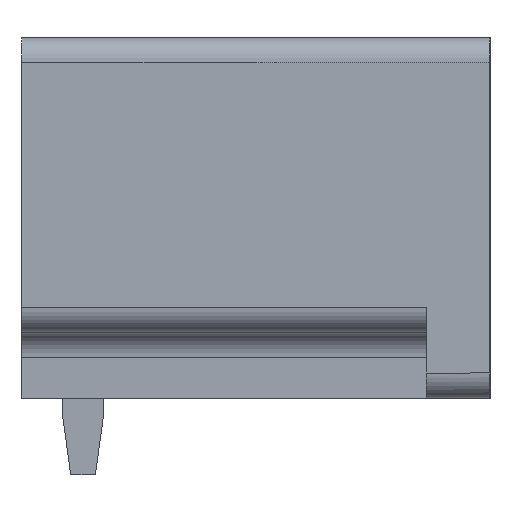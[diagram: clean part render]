
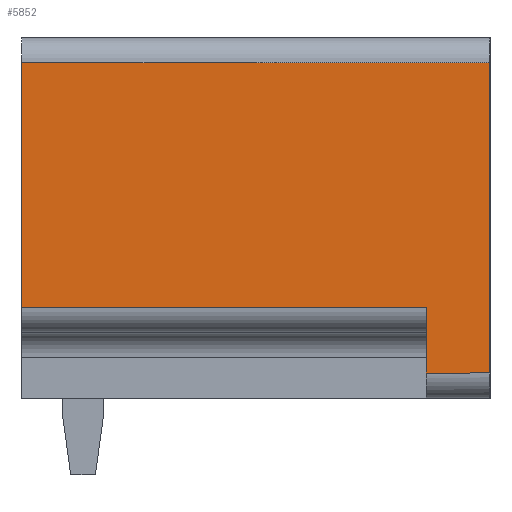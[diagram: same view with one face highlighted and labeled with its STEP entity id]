
A CAD part, left-side view. The second image highlights one B-rep face of the part: STEP entity #5852.
In plain terms, the highlighted planar face has unit normal (-1, 0, 0).
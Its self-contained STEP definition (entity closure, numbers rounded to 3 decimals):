
#5837=AXIS2_PLACEMENT_3D('Plane Axis2P3D',#5834,#5835,#5836) ;
#70=CARTESIAN_POINT('Vertex',(0.,0.,8.1)) ;
#73=CARTESIAN_POINT('Line Origine',(0.,0.,5.05)) ;
#77=CARTESIAN_POINT('Vertex',(0.,0.,2.)) ;
#5680=CARTESIAN_POINT('Vertex',(0.,9.2,8.1)) ;
#5683=CARTESIAN_POINT('Line Origine',(0.,4.6,8.1)) ;
#5700=CARTESIAN_POINT('Line Origine',(0.,4.6,2.)) ;
#5704=CARTESIAN_POINT('Vertex',(0.,1.25,2.)) ;
#5770=CARTESIAN_POINT('Vertex',(0.,1.25,3.29)) ;
#5778=CARTESIAN_POINT('Line Origine',(0.,1.25,2.645)) ;
#5815=CARTESIAN_POINT('Line Origine',(0.,5.225,3.29)) ;
#5819=CARTESIAN_POINT('Vertex',(0.,9.2,3.29)) ;
#5834=CARTESIAN_POINT('Axis2P3D Location',(0.,0.,8.1)) ;
#5839=CARTESIAN_POINT('Line Origine',(0.,9.2,5.695)) ;
#74=DIRECTION('Vector Direction',(0.,0.,-1.)) ;
#5684=DIRECTION('Vector Direction',(0.,-1.,0.)) ;
#5701=DIRECTION('Vector Direction',(0.,-1.,0.)) ;
#5779=DIRECTION('Vector Direction',(0.,0.,-1.)) ;
#5816=DIRECTION('Vector Direction',(0.,1.,0.)) ;
#5835=DIRECTION('Axis2P3D Direction',(1.,-0.,0.)) ;
#5836=DIRECTION('Axis2P3D XDirection',(0.,0.,-1.)) ;
#5840=DIRECTION('Vector Direction',(0.,0.,-1.)) ;
#75=VECTOR('Line Direction',#74,1.) ;
#5685=VECTOR('Line Direction',#5684,1.) ;
#5702=VECTOR('Line Direction',#5701,1.) ;
#5780=VECTOR('Line Direction',#5779,1.) ;
#5817=VECTOR('Line Direction',#5816,1.) ;
#5841=VECTOR('Line Direction',#5840,1.) ;
#5845=ORIENTED_EDGE('',*,*,#5821,.T.) ;
#5846=ORIENTED_EDGE('',*,*,#5782,.T.) ;
#5847=ORIENTED_EDGE('',*,*,#5706,.F.) ;
#5848=ORIENTED_EDGE('',*,*,#79,.F.) ;
#5849=ORIENTED_EDGE('',*,*,#5687,.T.) ;
#5850=ORIENTED_EDGE('',*,*,#5843,.F.) ;
#5852=ADVANCED_FACE('HOUSING',(#5851),#5838,.F.) ;
#79=EDGE_CURVE('',#71,#78,#76,.T.) ;
#5687=EDGE_CURVE('',#71,#5681,#5686,.F.) ;
#5706=EDGE_CURVE('',#78,#5705,#5703,.F.) ;
#5782=EDGE_CURVE('',#5771,#5705,#5781,.T.) ;
#5821=EDGE_CURVE('',#5820,#5771,#5818,.F.) ;
#5843=EDGE_CURVE('',#5820,#5681,#5842,.F.) ;
#5844=EDGE_LOOP('',(#5845,#5846,#5847,#5848,#5849,#5850)) ;
#5851=FACE_OUTER_BOUND('',#5844,.T.) ;
#76=LINE('Line',#73,#75) ;
#5686=LINE('Line',#5683,#5685) ;
#5703=LINE('Line',#5700,#5702) ;
#5781=LINE('Line',#5778,#5780) ;
#5818=LINE('Line',#5815,#5817) ;
#5842=LINE('Line',#5839,#5841) ;
#5838=PLANE('',#5837) ;
#71=VERTEX_POINT('',#70) ;
#78=VERTEX_POINT('',#77) ;
#5681=VERTEX_POINT('',#5680) ;
#5705=VERTEX_POINT('',#5704) ;
#5771=VERTEX_POINT('',#5770) ;
#5820=VERTEX_POINT('',#5819) ;
